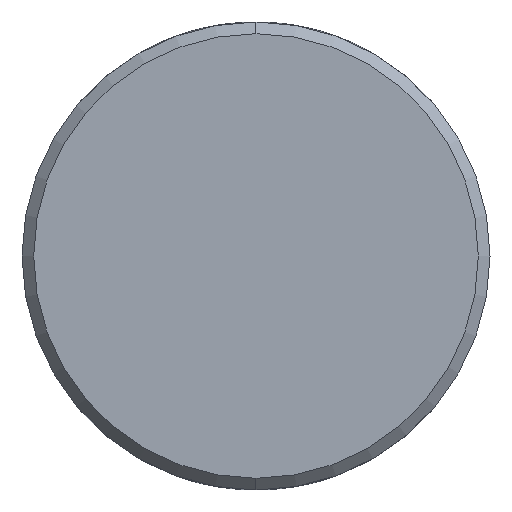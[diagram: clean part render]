
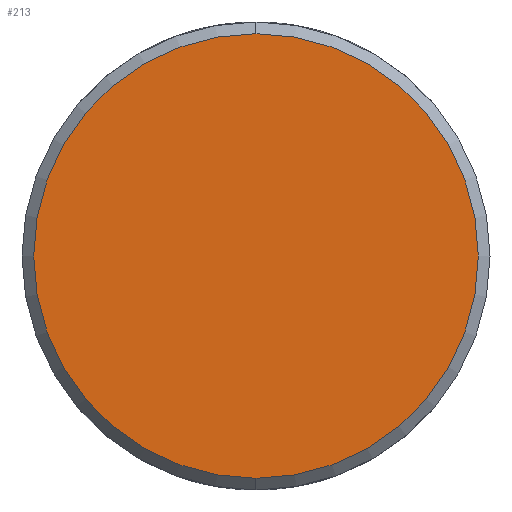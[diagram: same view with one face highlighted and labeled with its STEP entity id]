
A CAD part, left-side view. The second image highlights one B-rep face of the part: STEP entity #213.
In plain terms, the highlighted planar face has unit normal (-1, 0, 0).
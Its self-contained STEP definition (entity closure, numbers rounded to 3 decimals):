
#3 = ORIENTED_EDGE ( 'NONE', *, *, #1100, .T. ) ;
#183 = DIRECTION ( 'NONE',  ( -1., 0., 0. ) ) ;
#207 = AXIS2_PLACEMENT_3D ( 'NONE', #655, #183, #757 ) ;
#213 = ADVANCED_FACE ( 'NONE', ( #887 ), #1046, .F. ) ;
#337 = AXIS2_PLACEMENT_3D ( 'NONE', #1127, #510, #699 ) ;
#356 = DIRECTION ( 'NONE',  ( 0., 0., -1. ) ) ;
#370 = VERTEX_POINT ( 'NONE', #1004 ) ;
#446 = CARTESIAN_POINT ( 'NONE',  ( -119., 0., 0. ) ) ;
#476 = EDGE_CURVE ( 'NONE', #370, #774, #615, .T. ) ;
#502 = AXIS2_PLACEMENT_3D ( 'NONE', #446, #864, #356 ) ;
#510 = DIRECTION ( 'NONE',  ( -1., 0., 0. ) ) ;
#511 = EDGE_LOOP ( 'NONE', ( #1002, #3 ) ) ;
#615 = CIRCLE ( 'NONE', #207, 2.85 ) ;
#655 = CARTESIAN_POINT ( 'NONE',  ( -119., 0., 0. ) ) ;
#660 = CIRCLE ( 'NONE', #337, 2.85 ) ;
#699 = DIRECTION ( 'NONE',  ( 0., 0., -1. ) ) ;
#755 = CARTESIAN_POINT ( 'NONE',  ( -119., 0., 2.85 ) ) ;
#757 = DIRECTION ( 'NONE',  ( 0., 0., -1. ) ) ;
#774 = VERTEX_POINT ( 'NONE', #755 ) ;
#864 = DIRECTION ( 'NONE',  ( 1., 0., 0. ) ) ;
#887 = FACE_OUTER_BOUND ( 'NONE', #511, .T. ) ;
#1002 = ORIENTED_EDGE ( 'NONE', *, *, #476, .T. ) ;
#1004 = CARTESIAN_POINT ( 'NONE',  ( -119., 0., -2.85 ) ) ;
#1046 = PLANE ( 'NONE',  #502 ) ;
#1100 = EDGE_CURVE ( 'NONE', #774, #370, #660, .T. ) ;
#1127 = CARTESIAN_POINT ( 'NONE',  ( -119., 0., 0. ) ) ;
